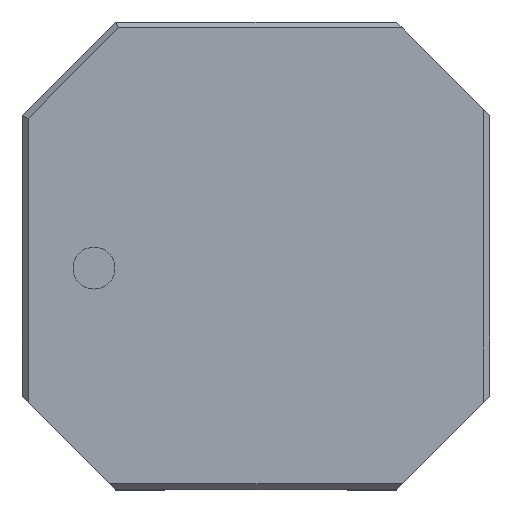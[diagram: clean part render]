
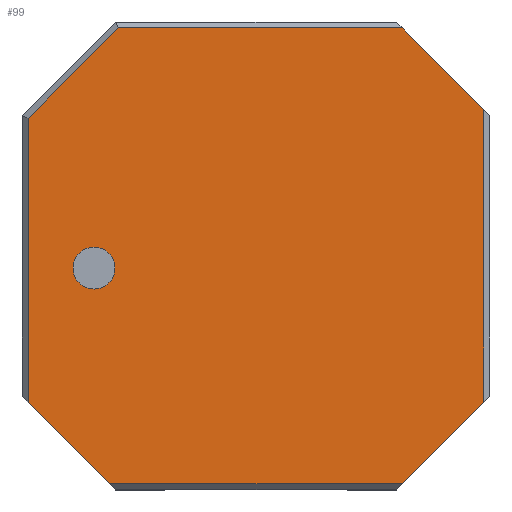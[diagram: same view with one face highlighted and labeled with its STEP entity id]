
A CAD part, top view. The second image highlights one B-rep face of the part: STEP entity #99.
In plain terms, the highlighted planar face has unit normal (0, 0, 1).
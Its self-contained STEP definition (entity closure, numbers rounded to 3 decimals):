
#26 = VERTEX_POINT ( 'NONE', #1142 ) ;
#40 = ORIENTED_EDGE ( 'NONE', *, *, #775, .T. ) ;
#73 = EDGE_CURVE ( 'NONE', #1605, #1567, #464, .T. ) ;
#86 = LINE ( 'NONE', #639, #532 ) ;
#95 = VECTOR ( 'NONE', #1767, 1000. ) ;
#99 = ADVANCED_FACE ( 'NONE', ( #2124, #689 ), #1622, .T. ) ;
#136 = ORIENTED_EDGE ( 'NONE', *, *, #1774, .T. ) ;
#168 = LINE ( 'NONE', #256, #1158 ) ;
#172 = AXIS2_PLACEMENT_3D ( 'NONE', #541, #2054, #725 ) ;
#250 = CARTESIAN_POINT ( 'NONE',  ( 1.9, 1.22, 1.7 ) ) ;
#256 = CARTESIAN_POINT ( 'NONE',  ( 1.9, 1.17, 1.7 ) ) ;
#263 = DIRECTION ( 'NONE',  ( 0., 1., 0. ) ) ;
#295 = AXIS2_PLACEMENT_3D ( 'NONE', #619, #1892, #449 ) ;
#391 = EDGE_CURVE ( 'NONE', #2042, #1299, #1110, .T. ) ;
#419 = VERTEX_POINT ( 'NONE', #2338 ) ;
#422 = CARTESIAN_POINT ( 'NONE',  ( -1.9, -1.22, 1.7 ) ) ;
#438 = EDGE_CURVE ( 'NONE', #26, #1116, #936, .T. ) ;
#448 = EDGE_LOOP ( 'NONE', ( #1570, #1717 ) ) ;
#449 = DIRECTION ( 'NONE',  ( 1., 0., 0. ) ) ;
#457 = VECTOR ( 'NONE', #1294, 1000. ) ;
#464 = CIRCLE ( 'NONE', #172, 0.175 ) ;
#496 = ORIENTED_EDGE ( 'NONE', *, *, #1692, .T. ) ;
#516 = AXIS2_PLACEMENT_3D ( 'NONE', #1292, #1831, #1296 ) ;
#532 = VECTOR ( 'NONE', #1707, 1000. ) ;
#537 = CARTESIAN_POINT ( 'NONE',  ( -1.149, 1.9, 1.7 ) ) ;
#541 = CARTESIAN_POINT ( 'NONE',  ( -1.351, -0.102, 1.7 ) ) ;
#563 = VERTEX_POINT ( 'NONE', #537 ) ;
#607 = CARTESIAN_POINT ( 'NONE',  ( 1.56, -1.56, 1.7 ) ) ;
#619 = CARTESIAN_POINT ( 'NONE',  ( 0., 0., 1.7 ) ) ;
#639 = CARTESIAN_POINT ( 'NONE',  ( -1.56, -1.56, 1.7 ) ) ;
#668 = LINE ( 'NONE', #987, #851 ) ;
#685 = EDGE_CURVE ( 'NONE', #2245, #419, #1364, .T. ) ;
#689 = FACE_OUTER_BOUND ( 'NONE', #1979, .T. ) ;
#702 = LINE ( 'NONE', #607, #1127 ) ;
#725 = DIRECTION ( 'NONE',  ( 1., 0., 0. ) ) ;
#772 = ORIENTED_EDGE ( 'NONE', *, *, #438, .T. ) ;
#775 = EDGE_CURVE ( 'NONE', #563, #26, #2172, .T. ) ;
#817 = CARTESIAN_POINT ( 'NONE',  ( -1.526, -0.102, 1.7 ) ) ;
#851 = VECTOR ( 'NONE', #1005, 1000. ) ;
#874 = DIRECTION ( 'NONE',  ( 0., -1., 0. ) ) ;
#888 = ORIENTED_EDGE ( 'NONE', *, *, #391, .T. ) ;
#894 = EDGE_CURVE ( 'NONE', #1567, #1605, #1934, .T. ) ;
#930 = CARTESIAN_POINT ( 'NONE',  ( -1.176, -0.102, 1.7 ) ) ;
#936 = LINE ( 'NONE', #1779, #1172 ) ;
#942 = ORIENTED_EDGE ( 'NONE', *, *, #685, .T. ) ;
#987 = CARTESIAN_POINT ( 'NONE',  ( -1.17, 1.9, 1.7 ) ) ;
#992 = CARTESIAN_POINT ( 'NONE',  ( -1.22, -1.9, 1.7 ) ) ;
#1005 = DIRECTION ( 'NONE',  ( -1., 0., 0. ) ) ;
#1040 = CARTESIAN_POINT ( 'NONE',  ( 1.22, 1.9, 1.7 ) ) ;
#1056 = ORIENTED_EDGE ( 'NONE', *, *, #1691, .T. ) ;
#1110 = LINE ( 'NONE', #1967, #95 ) ;
#1116 = VERTEX_POINT ( 'NONE', #422 ) ;
#1127 = VECTOR ( 'NONE', #1166, 1000. ) ;
#1142 = CARTESIAN_POINT ( 'NONE',  ( -1.9, 1.149, 1.7 ) ) ;
#1156 = ORIENTED_EDGE ( 'NONE', *, *, #1876, .T. ) ;
#1158 = VECTOR ( 'NONE', #263, 1000. ) ;
#1166 = DIRECTION ( 'NONE',  ( 0.707, 0.707, 0. ) ) ;
#1172 = VECTOR ( 'NONE', #874, 1000. ) ;
#1194 = VERTEX_POINT ( 'NONE', #1755 ) ;
#1292 = CARTESIAN_POINT ( 'NONE',  ( -1.351, -0.102, 1.7 ) ) ;
#1294 = DIRECTION ( 'NONE',  ( 1., 0., 0. ) ) ;
#1296 = DIRECTION ( 'NONE',  ( 1., 0., 0. ) ) ;
#1299 = VERTEX_POINT ( 'NONE', #1040 ) ;
#1364 = LINE ( 'NONE', #1820, #457 ) ;
#1466 = VECTOR ( 'NONE', #2196, 1000. ) ;
#1567 = VERTEX_POINT ( 'NONE', #930 ) ;
#1570 = ORIENTED_EDGE ( 'NONE', *, *, #73, .F. ) ;
#1605 = VERTEX_POINT ( 'NONE', #817 ) ;
#1622 = PLANE ( 'NONE',  #295 ) ;
#1691 = EDGE_CURVE ( 'NONE', #419, #1194, #702, .T. ) ;
#1692 = EDGE_CURVE ( 'NONE', #1116, #2245, #86, .T. ) ;
#1707 = DIRECTION ( 'NONE',  ( 0.707, -0.707, 0. ) ) ;
#1717 = ORIENTED_EDGE ( 'NONE', *, *, #894, .F. ) ;
#1755 = CARTESIAN_POINT ( 'NONE',  ( 1.9, -1.22, 1.7 ) ) ;
#1767 = DIRECTION ( 'NONE',  ( -0.707, 0.707, 0. ) ) ;
#1774 = EDGE_CURVE ( 'NONE', #1194, #2042, #168, .T. ) ;
#1779 = CARTESIAN_POINT ( 'NONE',  ( -1.9, -1.17, 1.7 ) ) ;
#1820 = CARTESIAN_POINT ( 'NONE',  ( 1.17, -1.9, 1.7 ) ) ;
#1831 = DIRECTION ( 'NONE',  ( 0., 0., 1. ) ) ;
#1848 = CARTESIAN_POINT ( 'NONE',  ( -1.525, 1.525, 1.7 ) ) ;
#1876 = EDGE_CURVE ( 'NONE', #1299, #563, #668, .T. ) ;
#1892 = DIRECTION ( 'NONE',  ( 0., 0., 1. ) ) ;
#1934 = CIRCLE ( 'NONE', #516, 0.175 ) ;
#1967 = CARTESIAN_POINT ( 'NONE',  ( 1.56, 1.56, 1.7 ) ) ;
#1979 = EDGE_LOOP ( 'NONE', ( #496, #942, #1056, #136, #888, #1156, #40, #772 ) ) ;
#2042 = VERTEX_POINT ( 'NONE', #250 ) ;
#2054 = DIRECTION ( 'NONE',  ( 0., 0., 1. ) ) ;
#2124 = FACE_BOUND ( 'NONE', #448, .T. ) ;
#2172 = LINE ( 'NONE', #1848, #1466 ) ;
#2196 = DIRECTION ( 'NONE',  ( -0.707, -0.707, 0. ) ) ;
#2245 = VERTEX_POINT ( 'NONE', #992 ) ;
#2338 = CARTESIAN_POINT ( 'NONE',  ( 1.22, -1.9, 1.7 ) ) ;
